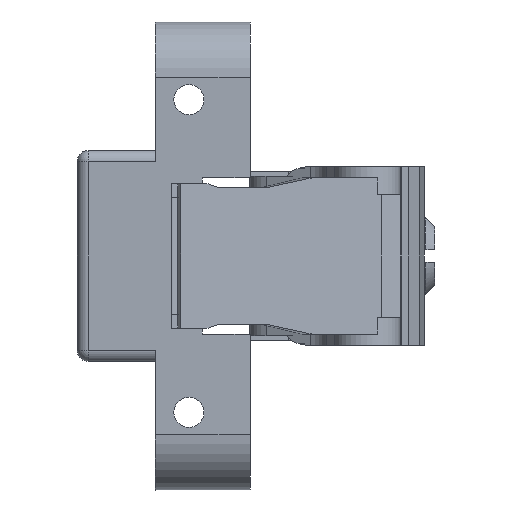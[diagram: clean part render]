
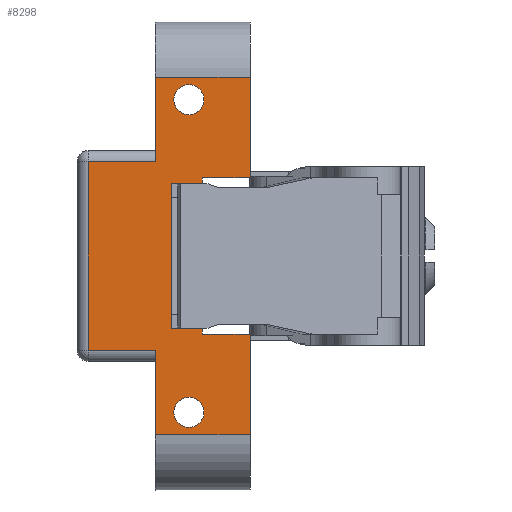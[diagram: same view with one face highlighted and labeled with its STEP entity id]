
A CAD part, front view. The second image highlights one B-rep face of the part: STEP entity #8298.
In plain terms, the highlighted planar face has unit normal (0, -1, 0).
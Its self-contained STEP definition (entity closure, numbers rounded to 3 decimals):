
#3544=DIRECTION('',(-1.,0.,0.));
#3545=VECTOR('',#3544,2.807);
#3546=CARTESIAN_POINT('',(-2.611,-11.2,
-6.5));
#3547=LINE('',#3546,#3545);
#3657=DIRECTION('',(0.,0.,1.));
#3658=VECTOR('',#3657,13.);
#3659=CARTESIAN_POINT('',(-5.418,-11.2,
-6.5));
#3660=LINE('',#3659,#3658);
#3671=CARTESIAN_POINT('',(-3.818,-11.2,
14.));
#3672=DIRECTION('',(0.,-1.,0.));
#3673=DIRECTION('',(1.,0.,0.));
#3674=AXIS2_PLACEMENT_3D('',#3671,#3672,#3673);
#3679=CARTESIAN_POINT('',(-3.818,-11.2,
14.));
#3680=DIRECTION('',(0.,-1.,0.));
#3681=DIRECTION('',(-1.,0.,0.));
#3682=AXIS2_PLACEMENT_3D('',#3679,#3680,#3681);
#3687=DIRECTION('',(-1.,0.,0.));
#3688=VECTOR('',#3687,8.5);
#3689=CARTESIAN_POINT('',(1.682,-11.2,
-16.));
#3690=LINE('',#3689,#3688);
#3694=DIRECTION('',(1.,0.,0.));
#3695=VECTOR('',#3694,8.5);
#3696=CARTESIAN_POINT('',(-6.818,-11.2,
16.));
#3697=LINE('',#3696,#3695);
#3701=DIRECTION('',(0.,0.,-1.));
#3702=VECTOR('',#3701,9.);
#3703=CARTESIAN_POINT('',(1.682,-11.2,16.));
#3704=LINE('',#3703,#3702);
#3708=DIRECTION('',(-1.,0.,0.));
#3709=VECTOR('',#3708,4.293);
#3710=CARTESIAN_POINT('',(1.682,-11.2,7.));
#3711=LINE('',#3710,#3709);
#3715=DIRECTION('',(-1.,0.,0.));
#3716=VECTOR('',#3715,2.807);
#3717=CARTESIAN_POINT('',(-2.611,-11.2,
6.5));
#3718=LINE('',#3717,#3716);
#3722=DIRECTION('',(0.,0.,-1.));
#3723=VECTOR('',#3722,0.5);
#3724=CARTESIAN_POINT('',(-2.611,-11.2,
-6.5));
#3725=LINE('',#3724,#3723);
#3729=CARTESIAN_POINT('',(-3.818,-11.2,
-14.));
#3730=DIRECTION('',(0.,-1.,0.));
#3731=DIRECTION('',(-1.,0.,0.));
#3732=AXIS2_PLACEMENT_3D('',#3729,#3730,#3731);
#3737=CARTESIAN_POINT('',(-3.818,-11.2,
-14.));
#3738=DIRECTION('',(0.,-1.,0.));
#3739=DIRECTION('',(1.,0.,0.));
#3740=AXIS2_PLACEMENT_3D('',#3737,#3738,#3739);
#3852=DIRECTION('',(0.,0.,-1.));
#3853=VECTOR('',#3852,7.55);
#3854=CARTESIAN_POINT('',(-6.818,-11.2,
16.));
#3855=LINE('',#3854,#3853);
#3874=DIRECTION('',(-1.,0.,0.));
#3875=VECTOR('',#3874,6.);
#3876=CARTESIAN_POINT('',(-6.818,-11.2,
8.45));
#3877=LINE('',#3876,#3875);
#3926=DIRECTION('',(0.,0.,-1.));
#3927=VECTOR('',#3926,16.9);
#3928=CARTESIAN_POINT('',(-12.818,-11.2,
8.45));
#3929=LINE('',#3928,#3927);
#4000=DIRECTION('',(0.,0.,-1.));
#4001=VECTOR('',#4000,7.55);
#4002=CARTESIAN_POINT('',(-6.818,-11.2,
-8.45));
#4003=LINE('',#4002,#4001);
#4029=DIRECTION('',(1.,0.,0.));
#4030=VECTOR('',#4029,6.);
#4031=CARTESIAN_POINT('',(-12.818,-11.2,
-8.45));
#4032=LINE('',#4031,#4030);
#4086=DIRECTION('',(0.,0.,1.));
#4087=VECTOR('',#4086,9.);
#4088=CARTESIAN_POINT('',(1.682,-11.2,
-16.));
#4089=LINE('',#4088,#4087);
#4093=DIRECTION('',(-1.,0.,0.));
#4094=VECTOR('',#4093,4.293);
#4095=CARTESIAN_POINT('',(1.682,-11.2,
-7.));
#4096=LINE('',#4095,#4094);
#4255=DIRECTION('',(0.,0.,1.));
#4256=VECTOR('',#4255,0.5);
#4257=CARTESIAN_POINT('',(-2.611,-11.2,
6.5));
#4258=LINE('',#4257,#4256);
#5483=CARTESIAN_POINT('',(-2.611,-11.2,
-6.5));
#5484=CARTESIAN_POINT('',(-5.418,-11.2,
-6.5));
#5485=VERTEX_POINT('',#5483);
#5486=VERTEX_POINT('',#5484);
#5521=CARTESIAN_POINT('',(-12.818,-11.2,
8.45));
#5522=CARTESIAN_POINT('',(-12.818,-11.2,
-8.45));
#5523=VERTEX_POINT('',#5521);
#5524=VERTEX_POINT('',#5522);
#5525=CARTESIAN_POINT('',(-5.418,-11.2,
6.5));
#5526=VERTEX_POINT('',#5525);
#5527=CARTESIAN_POINT('',(-2.611,-11.2,
-7.));
#5528=VERTEX_POINT('',#5527);
#5529=CARTESIAN_POINT('',(1.682,-11.2,
-7.));
#5530=VERTEX_POINT('',#5529);
#5531=CARTESIAN_POINT('',(1.682,-11.2,
-16.));
#5532=VERTEX_POINT('',#5531);
#5533=CARTESIAN_POINT('',(1.682,-11.2,16.));
#5534=CARTESIAN_POINT('',(1.682,-11.2,7.));
#5535=VERTEX_POINT('',#5533);
#5536=VERTEX_POINT('',#5534);
#5537=CARTESIAN_POINT('',(-2.611,-11.2,
7.));
#5538=VERTEX_POINT('',#5537);
#5539=CARTESIAN_POINT('',(-2.611,-11.2,
6.5));
#5540=VERTEX_POINT('',#5539);
#5628=CARTESIAN_POINT('',(-2.468,-11.2,
14.));
#5629=CARTESIAN_POINT('',(-5.168,-11.2,
14.));
#5630=VERTEX_POINT('',#5628);
#5631=VERTEX_POINT('',#5629);
#5636=CARTESIAN_POINT('',(-5.168,-11.2,
-14.));
#5637=CARTESIAN_POINT('',(-2.468,-11.2,
-14.));
#5638=VERTEX_POINT('',#5636);
#5639=VERTEX_POINT('',#5637);
#5664=CARTESIAN_POINT('',(-6.818,-11.2,
16.));
#5665=CARTESIAN_POINT('',(-6.818,-11.2,
8.45));
#5666=VERTEX_POINT('',#5664);
#5667=VERTEX_POINT('',#5665);
#5674=CARTESIAN_POINT('',(-6.818,-11.2,
-8.45));
#5675=VERTEX_POINT('',#5674);
#5676=CARTESIAN_POINT('',(-6.818,-11.2,
-16.));
#5677=VERTEX_POINT('',#5676);
#8250=CARTESIAN_POINT('',(-13.818,-11.2,
16.));
#8251=DIRECTION('',(0.,-1.,0.));
#8252=DIRECTION('',(0.,0.,-1.));
#8253=AXIS2_PLACEMENT_3D('',#8250,#8251,#8252);
#8254=PLANE('',#8253);
#8256=ORIENTED_EDGE('',*,*,#8255,.T.);
#8258=ORIENTED_EDGE('',*,*,#8257,.F.);
#8260=ORIENTED_EDGE('',*,*,#8259,.F.);
#8262=ORIENTED_EDGE('',*,*,#8261,.F.);
#8264=ORIENTED_EDGE('',*,*,#8263,.F.);
#8266=ORIENTED_EDGE('',*,*,#8265,.F.);
#8268=ORIENTED_EDGE('',*,*,#8267,.T.);
#8270=ORIENTED_EDGE('',*,*,#8269,.T.);
#8272=ORIENTED_EDGE('',*,*,#8271,.T.);
#8274=ORIENTED_EDGE('',*,*,#8273,.F.);
#8275=ORIENTED_EDGE('',*,*,#7946,.T.);
#8276=ORIENTED_EDGE('',*,*,#8242,.F.);
#8277=ORIENTED_EDGE('',*,*,#8132,.F.);
#8279=ORIENTED_EDGE('',*,*,#8278,.T.);
#8281=ORIENTED_EDGE('',*,*,#8280,.F.);
#8283=ORIENTED_EDGE('',*,*,#8282,.F.);
#8284=EDGE_LOOP('',(#8256,#8258,#8260,#8262,#8264,#8266,#8268,#8270,#8272,#8274,
#8275,#8276,#8277,#8279,#8281,#8283));
#8285=FACE_OUTER_BOUND('',#8284,.F.);
#8287=ORIENTED_EDGE('',*,*,#8286,.T.);
#8289=ORIENTED_EDGE('',*,*,#8288,.T.);
#8290=EDGE_LOOP('',(#8287,#8289));
#8291=FACE_BOUND('',#8290,.F.);
#8293=ORIENTED_EDGE('',*,*,#8292,.T.);
#8295=ORIENTED_EDGE('',*,*,#8294,.T.);
#8296=EDGE_LOOP('',(#8293,#8295));
#8297=FACE_BOUND('',#8296,.F.);
#3675=CIRCLE('',#3674,1.35);
#3683=CIRCLE('',#3682,1.35);
#3733=CIRCLE('',#3732,1.35);
#3741=CIRCLE('',#3740,1.35);
#7946=EDGE_CURVE('',#5540,#5526,#3718,.T.);
#8132=EDGE_CURVE('',#5485,#5486,#3547,.T.);
#8242=EDGE_CURVE('',#5486,#5526,#3660,.T.);
#8255=EDGE_CURVE('',#5532,#5677,#3690,.T.);
#8257=EDGE_CURVE('',#5675,#5677,#4003,.T.);
#8259=EDGE_CURVE('',#5524,#5675,#4032,.T.);
#8261=EDGE_CURVE('',#5523,#5524,#3929,.T.);
#8263=EDGE_CURVE('',#5667,#5523,#3877,.T.);
#8265=EDGE_CURVE('',#5666,#5667,#3855,.T.);
#8267=EDGE_CURVE('',#5666,#5535,#3697,.T.);
#8269=EDGE_CURVE('',#5535,#5536,#3704,.T.);
#8271=EDGE_CURVE('',#5536,#5538,#3711,.T.);
#8273=EDGE_CURVE('',#5540,#5538,#4258,.T.);
#8278=EDGE_CURVE('',#5485,#5528,#3725,.T.);
#8280=EDGE_CURVE('',#5530,#5528,#4096,.T.);
#8282=EDGE_CURVE('',#5532,#5530,#4089,.T.);
#8286=EDGE_CURVE('',#5630,#5631,#3675,.T.);
#8288=EDGE_CURVE('',#5631,#5630,#3683,.T.);
#8292=EDGE_CURVE('',#5638,#5639,#3733,.T.);
#8294=EDGE_CURVE('',#5639,#5638,#3741,.T.);
#8298=ADVANCED_FACE('',(#8285,#8291,#8297),#8254,.T.);
